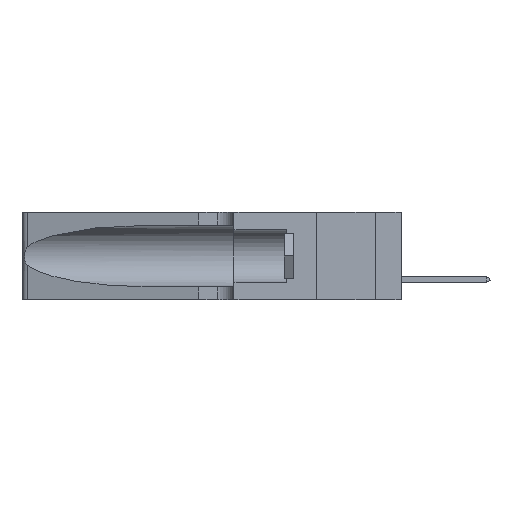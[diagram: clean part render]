
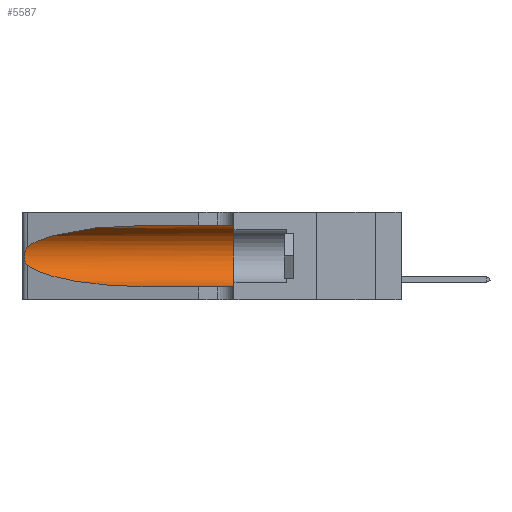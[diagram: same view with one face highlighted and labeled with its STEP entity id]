
A CAD part, left-side view. The second image highlights one B-rep face of the part: STEP entity #5587.
In plain terms, the highlighted cylindrical face has radius 3.308 mm (diameter 6.617 mm), a partial arc.
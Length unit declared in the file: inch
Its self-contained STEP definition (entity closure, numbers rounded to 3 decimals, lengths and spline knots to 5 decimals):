
#94 = CARTESIAN_POINT ( 'NONE',  ( 0.26075, 1.23896, 0.19203 ) ) ;
#128 = CARTESIAN_POINT ( 'NONE',  ( 0.1305, 0.72297, 0.31525 ) ) ;
#553 = LINE ( 'NONE', #33399, #1450 ) ;
#657 = AXIS2_PLACEMENT_3D ( 'NONE', #15854, #35497, #21131 ) ;
#1026 = VERTEX_POINT ( 'NONE', #26079 ) ;
#1450 = VECTOR ( 'NONE', #16286, 39.37008 ) ;
#1488 = CARTESIAN_POINT ( 'NONE',  ( 0.18966, 0.96281, 0.05475 ) ) ;
#3068 = CARTESIAN_POINT ( 'NONE',  ( 0.25789, 1.23486, 0.15765 ) ) ;
#3974 = EDGE_CURVE ( 'NONE', #22509, #24292, #31991, .T. ) ;
#4836 = CARTESIAN_POINT ( 'NONE',  ( 0.1305, 1.61858, 0.185 ) ) ;
#5587 = ADVANCED_FACE ( 'NONE', ( #12081 ), #27331, .F. ) ;
#6344 =( BOUNDED_CURVE ( )  B_SPLINE_CURVE ( 3, ( #33437, #25274, #10557, #25804 ),
 .UNSPECIFIED., .F., .F. ) 
 B_SPLINE_CURVE_WITH_KNOTS ( ( 4, 4 ),
 ( 1.5708, 2.84003 ),
 .UNSPECIFIED. ) 
 CURVE ( )  GEOMETRIC_REPRESENTATION_ITEM ( )  RATIONAL_B_SPLINE_CURVE ( ( 1., 0.87, 0.87, 1. ) ) 
 REPRESENTATION_ITEM ( '' )  );
#8047 = EDGE_CURVE ( 'NONE', #9980, #1026, #34242, .T. ) ;
#9980 = VERTEX_POINT ( 'NONE', #15052 ) ;
#10379 = CARTESIAN_POINT ( 'NONE',  ( 0.25487, 1.22718, 0.14631 ) ) ;
#10557 = CARTESIAN_POINT ( 'NONE',  ( 0.2373, 1.15595, 0.28018 ) ) ;
#11203 = LINE ( 'NONE', #21379, #34481 ) ;
#11644 = CARTESIAN_POINT ( 'NONE',  ( 0.26017, 1.23833, 0.17102 ) ) ;
#11672 = ORIENTED_EDGE ( 'NONE', *, *, #17715, .F. ) ;
#12081 = FACE_OUTER_BOUND ( 'NONE', #36747, .T. ) ;
#12283 = ORIENTED_EDGE ( 'NONE', *, *, #20236, .T. ) ;
#12736 = DIRECTION ( 'NONE',  ( 0., -1., 0. ) ) ;
#13361 = ORIENTED_EDGE ( 'NONE', *, *, #27760, .T. ) ;
#14064 = CARTESIAN_POINT ( 'NONE',  ( 0.26075, 1.23896, 0.178 ) ) ;
#14308 = CARTESIAN_POINT ( 'NONE',  ( 0.25639, 1.23184, 0.21858 ) ) ;
#15052 = CARTESIAN_POINT ( 'NONE',  ( 0.1305, 0.35, 0.31525 ) ) ;
#15675 = ORIENTED_EDGE ( 'NONE', *, *, #3974, .T. ) ;
#15854 = CARTESIAN_POINT ( 'NONE',  ( 0.1305, 0.35, 0.185 ) ) ;
#16286 = DIRECTION ( 'NONE',  ( 0., -1., 0. ) ) ;
#16604 = AXIS2_PLACEMENT_3D ( 'NONE', #4836, #21970, #33449 ) ;
#16760 = ORIENTED_EDGE ( 'NONE', *, *, #8047, .F. ) ;
#17715 = EDGE_CURVE ( 'NONE', #34556, #9980, #553, .T. ) ;
#18167 = EDGE_CURVE ( 'NONE', #24292, #1026, #11203, .T. ) ;
#18512 = VERTEX_POINT ( 'NONE', #31464 ) ;
#19186 = CARTESIAN_POINT ( 'NONE',  ( 0.1305, 0.72297, 0.05475 ) ) ;
#20236 = EDGE_CURVE ( 'NONE', #18512, #22509, #21917, .T. ) ;
#21131 = DIRECTION ( 'NONE',  ( 0., 0., 1. ) ) ;
#21379 = CARTESIAN_POINT ( 'NONE',  ( 0.1305, 1.61858, 0.05475 ) ) ;
#21917 = B_SPLINE_CURVE_WITH_KNOTS ( 'NONE', 3,
 ( #27382, #33490, #14308, #28562, #34432, #34189, #94, #14064, #11644, #22816, #3068, #23181, #28311, #31296 ),
 .UNSPECIFIED., .F., .F.,
 ( 4, 2, 2, 2, 2, 2, 4 ),
 ( 0., 0.00027, 0.00053, 0.00107, 0.0016, 0.00187, 0.00214 ),
 .UNSPECIFIED. ) ;
#21970 = DIRECTION ( 'NONE',  ( 0., -1., 0. ) ) ;
#22509 = VERTEX_POINT ( 'NONE', #10379 ) ;
#22816 = CARTESIAN_POINT ( 'NONE',  ( 0.25856, 1.23593, 0.16098 ) ) ;
#23181 = CARTESIAN_POINT ( 'NONE',  ( 0.25639, 1.23186, 0.15144 ) ) ;
#24204 = CARTESIAN_POINT ( 'NONE',  ( 0.2373, 1.15595, 0.08982 ) ) ;
#24292 = VERTEX_POINT ( 'NONE', #19186 ) ;
#25274 = CARTESIAN_POINT ( 'NONE',  ( 0.18966, 0.96281, 0.31525 ) ) ;
#25804 = CARTESIAN_POINT ( 'NONE',  ( 0.25487, 1.22718, 0.22369 ) ) ;
#26079 = CARTESIAN_POINT ( 'NONE',  ( 0.1305, 0.35, 0.05475 ) ) ;
#27205 = CARTESIAN_POINT ( 'NONE',  ( 0.1305, 0.72297, 0.05475 ) ) ;
#27331 = CYLINDRICAL_SURFACE ( 'NONE', #16604, 0.13025 ) ;
#27382 = CARTESIAN_POINT ( 'NONE',  ( 0.25487, 1.22718, 0.22369 ) ) ;
#27760 = EDGE_CURVE ( 'NONE', #34556, #18512, #6344, .T. ) ;
#28311 = CARTESIAN_POINT ( 'NONE',  ( 0.25555, 1.22993, 0.14849 ) ) ;
#28562 = CARTESIAN_POINT ( 'NONE',  ( 0.25787, 1.23484, 0.2124 ) ) ;
#31296 = CARTESIAN_POINT ( 'NONE',  ( 0.25487, 1.22718, 0.14631 ) ) ;
#31464 = CARTESIAN_POINT ( 'NONE',  ( 0.25487, 1.22718, 0.22369 ) ) ;
#31991 =( BOUNDED_CURVE ( )  B_SPLINE_CURVE ( 3, ( #36085, #24204, #1488, #27205 ),
 .UNSPECIFIED., .F., .F. ) 
 B_SPLINE_CURVE_WITH_KNOTS ( ( 4, 4 ),
 ( 3.44316, 4.71239 ),
 .UNSPECIFIED. ) 
 CURVE ( )  GEOMETRIC_REPRESENTATION_ITEM ( )  RATIONAL_B_SPLINE_CURVE ( ( 1., 0.87, 0.87, 1. ) ) 
 REPRESENTATION_ITEM ( '' )  );
#32129 = ORIENTED_EDGE ( 'NONE', *, *, #18167, .T. ) ;
#33399 = CARTESIAN_POINT ( 'NONE',  ( 0.1305, 1.61858, 0.31525 ) ) ;
#33437 = CARTESIAN_POINT ( 'NONE',  ( 0.1305, 0.72297, 0.31525 ) ) ;
#33449 = DIRECTION ( 'NONE',  ( 0., 0., -1. ) ) ;
#33490 = CARTESIAN_POINT ( 'NONE',  ( 0.25555, 1.22994, 0.2215 ) ) ;
#34189 = CARTESIAN_POINT ( 'NONE',  ( 0.26018, 1.23835, 0.19895 ) ) ;
#34242 = CIRCLE ( 'NONE', #657, 0.13025 ) ;
#34432 = CARTESIAN_POINT ( 'NONE',  ( 0.25854, 1.2359, 0.20912 ) ) ;
#34481 = VECTOR ( 'NONE', #12736, 39.37008 ) ;
#34556 = VERTEX_POINT ( 'NONE', #128 ) ;
#35497 = DIRECTION ( 'NONE',  ( 0., 1., 0. ) ) ;
#36085 = CARTESIAN_POINT ( 'NONE',  ( 0.25487, 1.22718, 0.14631 ) ) ;
#36747 = EDGE_LOOP ( 'NONE', ( #13361, #12283, #15675, #32129, #16760, #11672 ) ) ;
